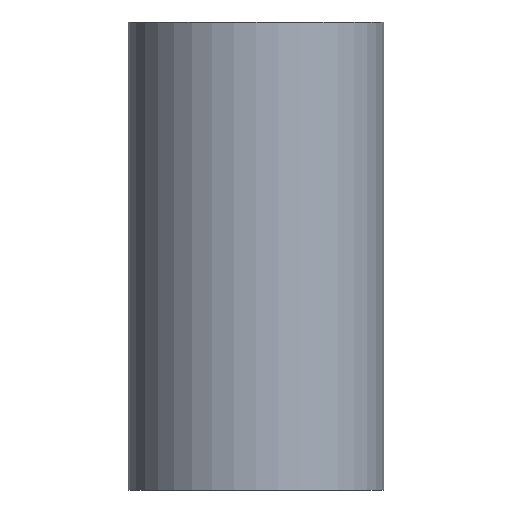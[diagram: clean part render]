
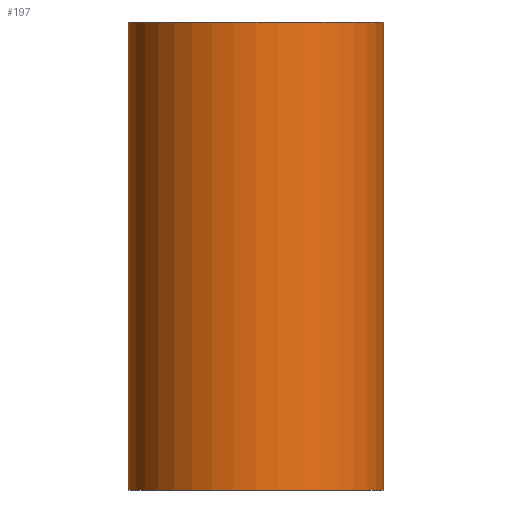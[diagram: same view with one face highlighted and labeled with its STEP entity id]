
A CAD part, front view. The second image highlights one B-rep face of the part: STEP entity #197.
In plain terms, the highlighted cylindrical face has radius 64.5 mm (diameter 129 mm), a full revolution.
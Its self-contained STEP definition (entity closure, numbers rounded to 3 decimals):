
#16=B_SPLINE_CURVE_WITH_KNOTS('',3,(#409,#410,#411,#412,#413,#414,#415,
#416,#417,#418,#419,#420,#421,#422,#423,#424,#425,#426,#427,#428,#429,#430,
#431,#432,#433,#434,#435,#436,#437,#438,#439,#440,#441,#442,#443,#444,#445,
#446,#447,#448,#449,#450,#451,#452,#453,#454,#455,#456,#457,#458,#459,#460,
#461,#462,#463,#464,#465,#466,#467,#468,#469,#470,#471,#472,#473,#474),
 .UNSPECIFIED.,.T.,.F.,(4,2,2,2,2,2,2,2,2,2,2,2,2,2,2,2,2,2,2,2,2,2,2,2,
2,2,2,2,2,2,2,2,4),(0.,1.097,2.195,3.292,
4.39,5.446,6.503,7.56,8.617,
9.674,10.73,11.787,12.844,13.941,
15.039,16.136,17.234,18.331,19.428,
20.526,21.623,22.68,23.737,24.794,
25.85,26.907,27.964,29.021,30.078,
31.175,32.273,33.37,34.467),
 .UNSPECIFIED.);
#29=CYLINDRICAL_SURFACE('',#230,64.5);
#44=FACE_BOUND('',#92,.T.);
#45=FACE_BOUND('',#93,.T.);
#61=FACE_OUTER_BOUND('',#91,.T.);
#91=EDGE_LOOP('',(#174));
#92=EDGE_LOOP('',(#175));
#93=EDGE_LOOP('',(#176));
#101=CIRCLE('',#208,64.5);
#105=CIRCLE('',#215,64.5);
#116=VERTEX_POINT('',#307);
#120=VERTEX_POINT('',#318);
#129=VERTEX_POINT('',#408);
#133=EDGE_CURVE('',#116,#116,#101,.T.);
#137=EDGE_CURVE('',#120,#120,#105,.T.);
#146=EDGE_CURVE('',#129,#129,#16,.T.);
#174=ORIENTED_EDGE('',*,*,#133,.F.);
#175=ORIENTED_EDGE('',*,*,#137,.F.);
#176=ORIENTED_EDGE('',*,*,#146,.T.);
#197=ADVANCED_FACE('',(#61,#44,#45),#29,.T.);
#208=AXIS2_PLACEMENT_3D('',#308,#247,#248);
#215=AXIS2_PLACEMENT_3D('',#319,#261,#262);
#230=AXIS2_PLACEMENT_3D('',#475,#291,#292);
#247=DIRECTION('center_axis',(0.,0.,1.));
#248=DIRECTION('ref_axis',(-1.,0.,0.));
#261=DIRECTION('center_axis',(0.,0.,-1.));
#262=DIRECTION('ref_axis',(-1.,0.,0.));
#291=DIRECTION('center_axis',(0.,0.,1.));
#292=DIRECTION('ref_axis',(-1.,0.,0.));
#307=CARTESIAN_POINT('',(64.5,0.,118.));
#308=CARTESIAN_POINT('Origin',(0.,0.,118.));
#318=CARTESIAN_POINT('',(64.5,0.,-118.));
#319=CARTESIAN_POINT('Origin',(0.,0.,-118.));
#408=CARTESIAN_POINT('',(53.,36.759,0.));
#409=CARTESIAN_POINT('Ctrl Pts',(53.,36.759,0.));
#410=CARTESIAN_POINT('Ctrl Pts',(53.,36.759,3.658));
#411=CARTESIAN_POINT('Ctrl Pts',(52.621,37.32,7.259));
#412=CARTESIAN_POINT('Ctrl Pts',(51.182,39.27,14.213));
#413=CARTESIAN_POINT('Ctrl Pts',(50.123,40.648,17.57));
#414=CARTESIAN_POINT('Ctrl Pts',(47.408,43.784,23.948));
#415=CARTESIAN_POINT('Ctrl Pts',(45.75,45.541,26.972));
#416=CARTESIAN_POINT('Ctrl Pts',(41.939,49.072,32.582));
#417=CARTESIAN_POINT('Ctrl Pts',(39.786,50.847,35.168));
#418=CARTESIAN_POINT('Ctrl Pts',(35.253,54.083,39.7));
#419=CARTESIAN_POINT('Ctrl Pts',(32.72,55.674,41.832));
#420=CARTESIAN_POINT('Ctrl Pts',(27.125,58.604,45.659));
#421=CARTESIAN_POINT('Ctrl Pts',(24.062,59.942,47.355));
#422=CARTESIAN_POINT('Ctrl Pts',(17.57,62.156,50.127));
#423=CARTESIAN_POINT('Ctrl Pts',(14.133,63.033,51.207));
#424=CARTESIAN_POINT('Ctrl Pts',(7.109,64.206,52.643));
#425=CARTESIAN_POINT('Ctrl Pts',(3.523,64.5,53.));
#426=CARTESIAN_POINT('Ctrl Pts',(-3.523,64.5,53.));
#427=CARTESIAN_POINT('Ctrl Pts',(-7.109,64.206,52.643));
#428=CARTESIAN_POINT('Ctrl Pts',(-14.133,63.033,51.207));
#429=CARTESIAN_POINT('Ctrl Pts',(-17.57,62.156,50.127));
#430=CARTESIAN_POINT('Ctrl Pts',(-24.062,59.942,47.355));
#431=CARTESIAN_POINT('Ctrl Pts',(-27.125,58.604,45.659));
#432=CARTESIAN_POINT('Ctrl Pts',(-32.72,55.674,41.832));
#433=CARTESIAN_POINT('Ctrl Pts',(-35.253,54.083,39.7));
#434=CARTESIAN_POINT('Ctrl Pts',(-39.786,50.847,35.168));
#435=CARTESIAN_POINT('Ctrl Pts',(-41.939,49.072,32.582));
#436=CARTESIAN_POINT('Ctrl Pts',(-45.75,45.541,26.972));
#437=CARTESIAN_POINT('Ctrl Pts',(-47.408,43.784,23.948));
#438=CARTESIAN_POINT('Ctrl Pts',(-50.123,40.648,17.57));
#439=CARTESIAN_POINT('Ctrl Pts',(-51.182,39.27,14.213));
#440=CARTESIAN_POINT('Ctrl Pts',(-52.621,37.32,7.259));
#441=CARTESIAN_POINT('Ctrl Pts',(-53.,36.759,3.658));
#442=CARTESIAN_POINT('Ctrl Pts',(-53.,36.759,-3.658));
#443=CARTESIAN_POINT('Ctrl Pts',(-52.621,37.32,-7.259));
#444=CARTESIAN_POINT('Ctrl Pts',(-51.182,39.27,-14.213));
#445=CARTESIAN_POINT('Ctrl Pts',(-50.123,40.648,-17.57));
#446=CARTESIAN_POINT('Ctrl Pts',(-47.408,43.784,-23.948));
#447=CARTESIAN_POINT('Ctrl Pts',(-45.75,45.541,-26.972));
#448=CARTESIAN_POINT('Ctrl Pts',(-41.939,49.072,-32.582));
#449=CARTESIAN_POINT('Ctrl Pts',(-39.786,50.847,-35.168));
#450=CARTESIAN_POINT('Ctrl Pts',(-35.253,54.083,-39.7));
#451=CARTESIAN_POINT('Ctrl Pts',(-32.72,55.674,-41.832));
#452=CARTESIAN_POINT('Ctrl Pts',(-27.125,58.604,-45.659));
#453=CARTESIAN_POINT('Ctrl Pts',(-24.062,59.942,-47.355));
#454=CARTESIAN_POINT('Ctrl Pts',(-17.57,62.156,-50.127));
#455=CARTESIAN_POINT('Ctrl Pts',(-14.133,63.033,-51.207));
#456=CARTESIAN_POINT('Ctrl Pts',(-7.109,64.206,-52.643));
#457=CARTESIAN_POINT('Ctrl Pts',(-3.523,64.5,-53.));
#458=CARTESIAN_POINT('Ctrl Pts',(3.523,64.5,-53.));
#459=CARTESIAN_POINT('Ctrl Pts',(7.109,64.206,-52.643));
#460=CARTESIAN_POINT('Ctrl Pts',(14.133,63.033,-51.207));
#461=CARTESIAN_POINT('Ctrl Pts',(17.57,62.156,-50.127));
#462=CARTESIAN_POINT('Ctrl Pts',(24.062,59.942,-47.355));
#463=CARTESIAN_POINT('Ctrl Pts',(27.125,58.604,-45.659));
#464=CARTESIAN_POINT('Ctrl Pts',(32.72,55.674,-41.832));
#465=CARTESIAN_POINT('Ctrl Pts',(35.253,54.083,-39.7));
#466=CARTESIAN_POINT('Ctrl Pts',(39.786,50.847,-35.168));
#467=CARTESIAN_POINT('Ctrl Pts',(41.939,49.072,-32.582));
#468=CARTESIAN_POINT('Ctrl Pts',(45.75,45.541,-26.972));
#469=CARTESIAN_POINT('Ctrl Pts',(47.408,43.784,-23.948));
#470=CARTESIAN_POINT('Ctrl Pts',(50.123,40.648,-17.57));
#471=CARTESIAN_POINT('Ctrl Pts',(51.182,39.27,-14.213));
#472=CARTESIAN_POINT('Ctrl Pts',(52.621,37.32,-7.259));
#473=CARTESIAN_POINT('Ctrl Pts',(53.,36.759,-3.658));
#474=CARTESIAN_POINT('Ctrl Pts',(53.,36.759,0.));
#475=CARTESIAN_POINT('Origin',(0.,0.,0.));
